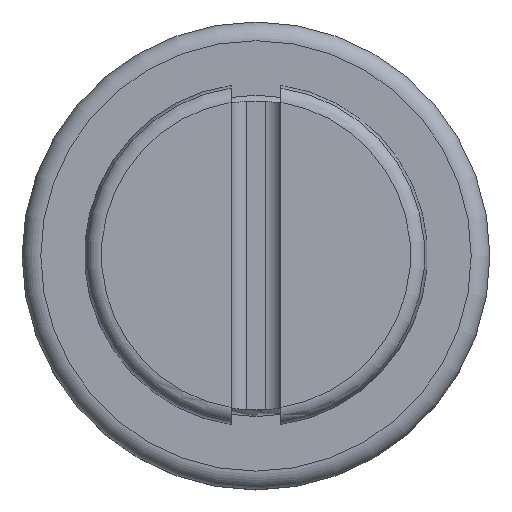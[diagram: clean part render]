
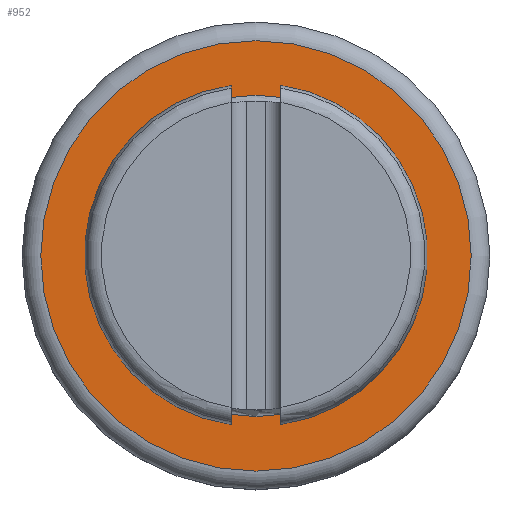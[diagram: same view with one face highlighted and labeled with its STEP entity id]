
A CAD part, top view. The second image highlights one B-rep face of the part: STEP entity #952.
In plain terms, the highlighted planar face has unit normal (0, 0, 1).
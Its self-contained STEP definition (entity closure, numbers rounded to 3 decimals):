
#433=ORIENTED_EDGE('',*,*,#627,.F.);
#434=ORIENTED_EDGE('',*,*,#628,.F.);
#627=EDGE_CURVE('',#733,#733,#757,.T.);
#628=EDGE_CURVE('',#734,#734,#758,.F.);
#733=VERTEX_POINT('',#1720);
#734=VERTEX_POINT('',#1722);
#757=CIRCLE('',#1051,2.575);
#758=CIRCLE('',#1052,3.45);
#806=EDGE_LOOP('',(#433));
#807=EDGE_LOOP('',(#434));
#870=FACE_BOUND('',#806,.T.);
#871=FACE_BOUND('',#807,.T.);
#909=PLANE('',#1050);
#952=ADVANCED_FACE('',(#870,#871),#909,.F.);
#1050=AXIS2_PLACEMENT_3D('',#1718,#1260,#1261);
#1051=AXIS2_PLACEMENT_3D('',#1719,#1262,#1263);
#1052=AXIS2_PLACEMENT_3D('',#1721,#1264,#1265);
#1260=DIRECTION('',(0.,0.,-1.));
#1261=DIRECTION('',(1.,0.,0.));
#1262=DIRECTION('',(0.,0.,1.));
#1263=DIRECTION('',(1.,0.,0.));
#1264=DIRECTION('',(0.,0.,1.));
#1265=DIRECTION('',(1.,0.,0.));
#1718=CARTESIAN_POINT('',(0.,2.638,0.862));
#1719=CARTESIAN_POINT('',(0.,0.,0.862));
#1720=CARTESIAN_POINT('',(2.575,0.,0.862));
#1721=CARTESIAN_POINT('',(0.,0.,0.862));
#1722=CARTESIAN_POINT('',(3.45,0.,0.862));
